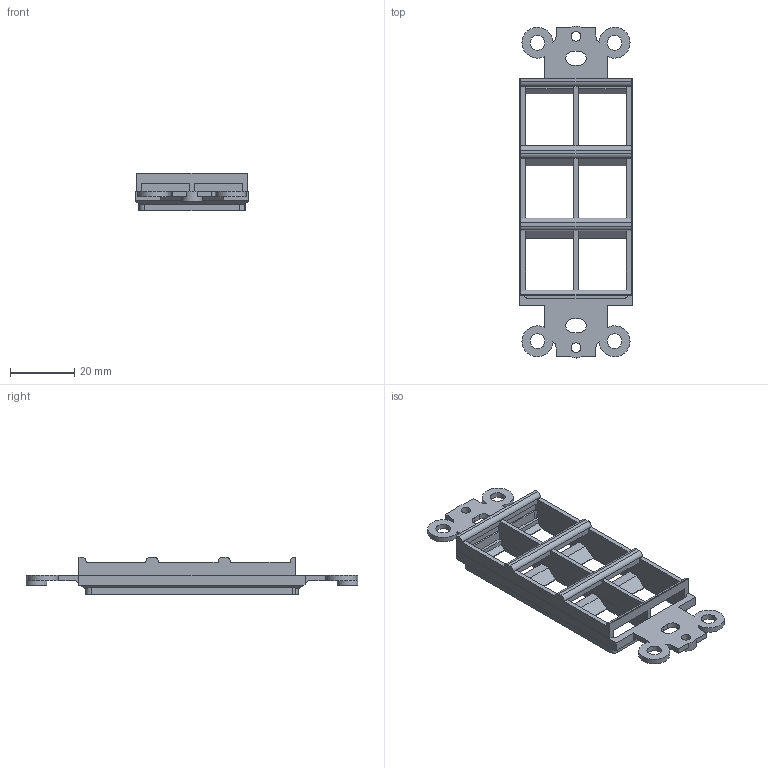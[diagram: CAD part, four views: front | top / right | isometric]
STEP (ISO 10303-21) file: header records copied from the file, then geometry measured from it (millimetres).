
FILE_DESCRIPTION(/* description */ (''),/* implementation_level */ '2;1');
FILE_NAME(/* name */ 'Keystone Jacks v1.step',/* time_stamp */ '2024-11-05T14:53:28-06:00',/* author */ (''),/* organization */ (''),/* preprocessor_version */ 'ST-DEVELOPER v20',/* originating_system */ 'Autodesk Translation Framework v13.14.0.145',/* authorisation */ '');
FILE_SCHEMA (('AUTOMOTIVE_DESIGN { 1 0 10303 214 3 1 1 }'));
Length unit declared in the file: millimetre
Products named in the file (3): Keystone Jacks; 6 Port Keystone; 6 Port Keystone Plate
Assembly tree (2 placements, depth 2):
  Keystone Jacks
    6 Port Keystone
    6 Port Keystone Plate
Bounding box: 35 x 103.25 x 11.6 mm (x, y, z)
Volume: 12221.4 mm3; surface area: 17823.5 mm2
Topology: 2 solids, 2 shells, 237 faces, 805 edges, 532 vertices
Faces by surface type: plane 191, cylinder 40, bspline 4, cone 2
Full cylindrical faces by diameter (mm): 3 x2, 4.6 x4, 6.45 x2
Entity records: 8870 total; most frequent: CARTESIAN_POINT 1617, ORIENTED_EDGE 1614, DIRECTION 1371, EDGE_CURVE 807, LINE 703, VECTOR 703, VERTEX_POINT 532, AXIS2_PLACEMENT_3D 334
